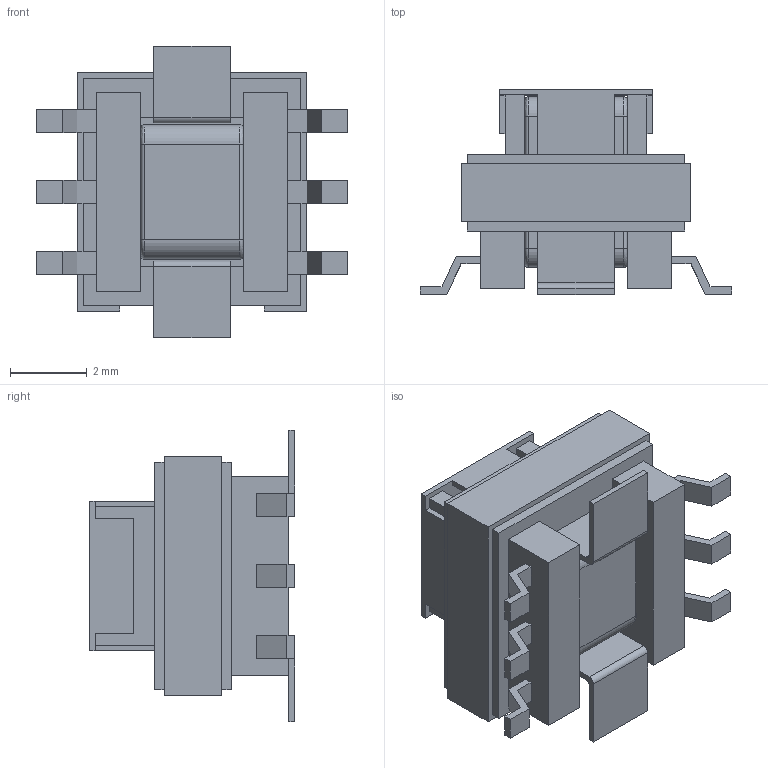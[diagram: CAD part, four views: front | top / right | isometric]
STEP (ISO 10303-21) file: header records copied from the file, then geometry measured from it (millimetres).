
FILE_DESCRIPTION (( 'STEP AP214' ), '1' );
FILE_NAME ('Coilcraft-CST1.STEP', '2014-05-20T08:07:25', ( 'Windows User' ), ( '' ), 'SwSTEP 2.0', 'SolidWorks 2014', '' );
FILE_SCHEMA (( 'AUTOMOTIVE_DESIGN' ));
Length unit declared in the file: millimetre
Products named in the file (1): Coilcraft-CST1
Bounding box: 8.13 x 5.35 x 7.6 mm (x, y, z)
Volume: 123.7 mm3; surface area: 334 mm2
Topology: 1 solids, 1 shells, 206 faces, 534 edges, 336 vertices
Faces by surface type: plane 156, bspline 32, cylinder 18
Entity records: 9594 total; most frequent: CARTESIAN_POINT 2461, ORIENTED_EDGE 1068, DIRECTION 864, EDGE_CURVE 534, LINE 442, VECTOR 442, VERTEX_POINT 336, EDGE_LOOP 222
